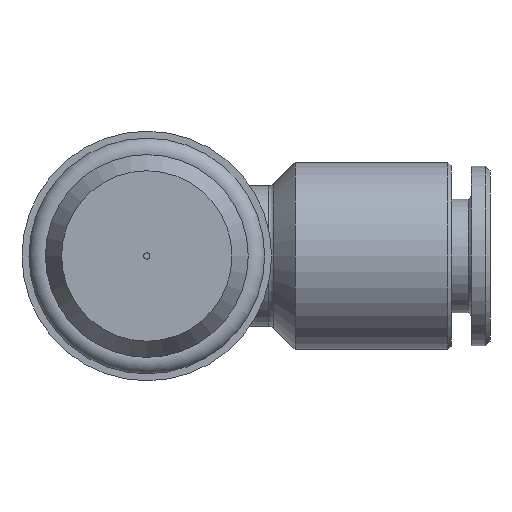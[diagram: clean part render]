
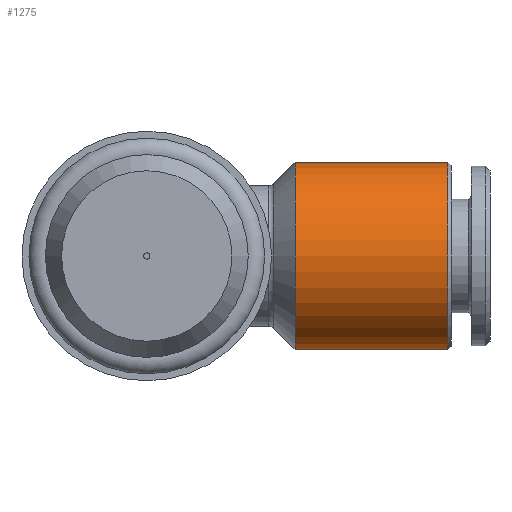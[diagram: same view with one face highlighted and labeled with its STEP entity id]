
A CAD part, front view. The second image highlights one B-rep face of the part: STEP entity #1275.
In plain terms, the highlighted cylindrical face has radius 6 mm (diameter 12 mm), a full revolution.
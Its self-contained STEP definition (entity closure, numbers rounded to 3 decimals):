
#88=CYLINDRICAL_SURFACE('',#1367,6.);
#105=CIRCLE('',#1341,6.);
#123=CIRCLE('',#1368,6.);
#194=ORIENTED_EDGE('',*,*,#389,.T.);
#195=ORIENTED_EDGE('',*,*,#412,.T.);
#389=EDGE_CURVE('',#498,#498,#105,.T.);
#412=EDGE_CURVE('',#521,#521,#123,.T.);
#498=VERTEX_POINT('',#1721);
#521=VERTEX_POINT('',#1941);
#624=EDGE_LOOP('',(#194));
#625=EDGE_LOOP('',(#195));
#718=FACE_BOUND('',#624,.T.);
#719=FACE_BOUND('',#625,.T.);
#1275=ADVANCED_FACE('',(#718,#719),#88,.T.);
#1341=AXIS2_PLACEMENT_3D('',#1720,#1469,#1470);
#1367=AXIS2_PLACEMENT_3D('',#1939,#1523,#1524);
#1368=AXIS2_PLACEMENT_3D('',#1940,#1525,#1526);
#1469=DIRECTION('',(-1.,0.,0.));
#1470=DIRECTION('',(0.,0.,1.));
#1523=DIRECTION('',(1.,0.,0.));
#1524=DIRECTION('',(0.,0.,1.));
#1525=DIRECTION('',(1.,0.,0.));
#1526=DIRECTION('',(0.,0.,-1.));
#1720=CARTESIAN_POINT('',(19.3,22.7,0.));
#1721=CARTESIAN_POINT('',(19.3,22.7,6.));
#1939=CARTESIAN_POINT('',(-1.137,22.7,0.));
#1940=CARTESIAN_POINT('',(9.5,22.7,0.));
#1941=CARTESIAN_POINT('',(9.5,22.7,-6.));
